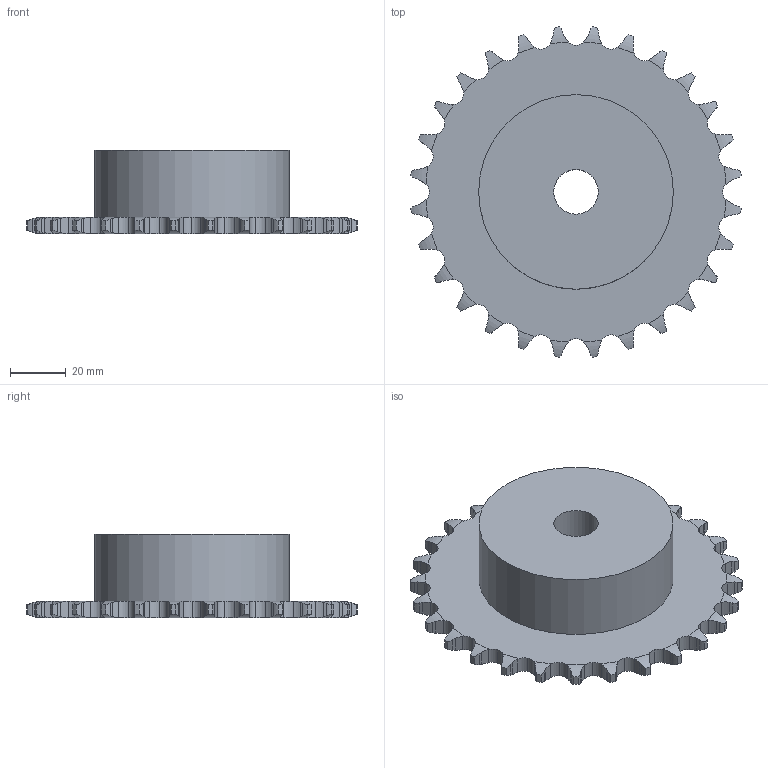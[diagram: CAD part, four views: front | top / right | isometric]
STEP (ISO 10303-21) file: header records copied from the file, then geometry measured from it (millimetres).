
FILE_DESCRIPTION(('FreeCAD Model'),'2;1');
FILE_NAME('Open CASCADE Shape Model','2021-04-25T13:49:45',('FreeCAD'),( 'FreeCAD'),'Open CASCADE STEP processor 7.4','FreeCAD','Unknown');
FILE_SCHEMA(('AUTOMOTIVE_DESIGN { 1 0 10303 214 1 1 1 1 }'));
Length unit declared in the file: millimetre
Products named in the file (1): Open CASCADE STEP translator 7.4 21
Bounding box: 118.83 x 118.83 x 30 mm (x, y, z)
Volume: 143370.4 mm3; surface area: 28745.4 mm2
Topology: 1 solids, 1 shells, 314 faces, 931 edges, 621 vertices
Faces by surface type: cylinder 198, plane 60, torus 56
Full cylindrical faces by diameter (mm): 16 x1, 70 x1
Entity records: 28014 total; most frequent: CARTESIAN_POINT 12309, DIRECTION 2139, ORIENTED_EDGE 1862, PCURVE 1862, DEFINITIONAL_REPRESENTATION 1862, B_SPLINE_CURVE_WITH_KNOTS 1344, LINE 1046, VECTOR 1046
